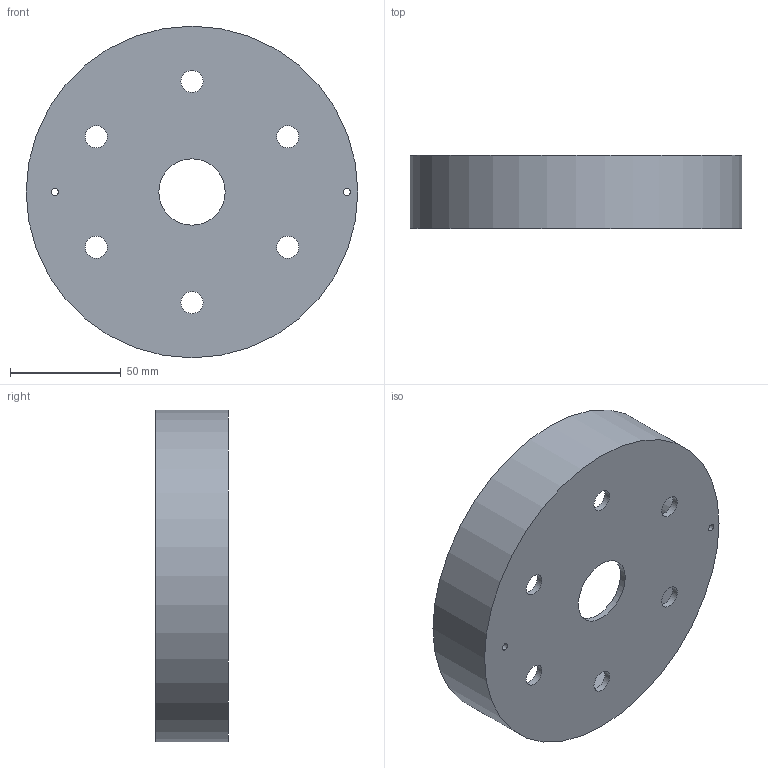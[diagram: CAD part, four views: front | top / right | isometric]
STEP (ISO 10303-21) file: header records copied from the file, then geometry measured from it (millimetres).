
FILE_DESCRIPTION(/* description */ (''),/* implementation_level */ '2;1');
FILE_NAME(/* name */ 'Hub level 2.stp',/* time_stamp */ '2024-08-23T15:40:11+02:00',/* author */ ('Rayde Kruger'),/* organization */ (''),/* preprocessor_version */ 'ST-DEVELOPER v20',/* originating_system */ 'Autodesk Inventor 2025',/* authorisation */ '');
FILE_SCHEMA (('AUTOMOTIVE_DESIGN { 1 0 10303 214 3 1 1 }'));
Length unit declared in the file: millimetre
Products named in the file (1): Hub_Level_2
Bounding box: 150 x 33 x 150 mm (x, y, z)
Volume: 107021.2 mm3; surface area: 66083.9 mm2
Topology: 1 solids, 1 shells, 25 faces, 54 edges, 36 vertices
Faces by surface type: cylinder 18, plane 7
Full cylindrical faces by diameter (mm): 3 x2, 3.2 x2, 9 x2, 10 x6, 30 x1, 150 x1
Entity records: 783 total; most frequent: DIRECTION 142, CARTESIAN_POINT 116, ORIENTED_EDGE 108, AXIS2_PLACEMENT_3D 62, EDGE_CURVE 54, EDGE_LOOP 48, CIRCLE 36, VERTEX_POINT 36
